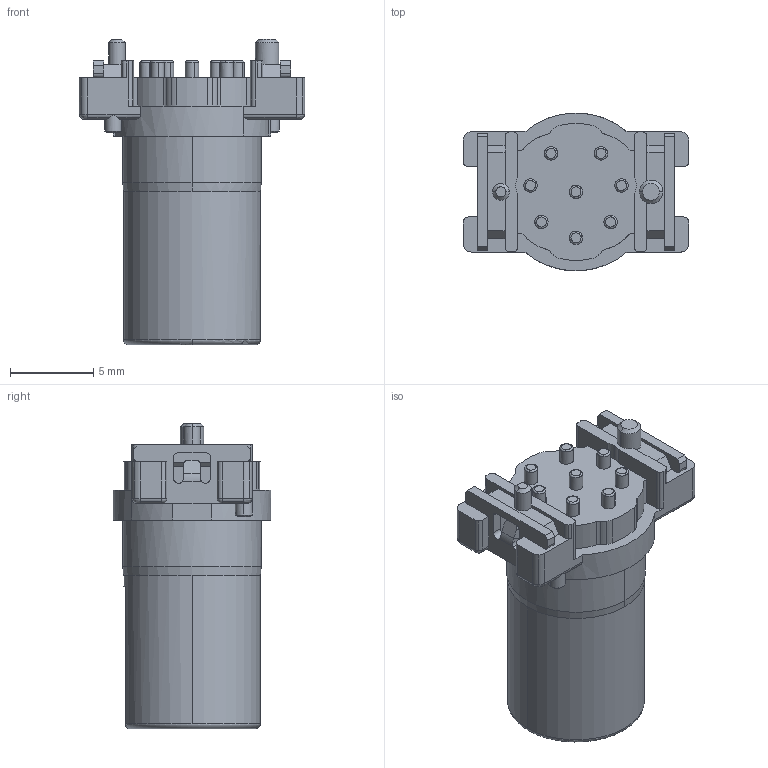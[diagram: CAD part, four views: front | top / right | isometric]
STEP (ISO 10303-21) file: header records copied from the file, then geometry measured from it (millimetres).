
FILE_DESCRIPTION(('CATIA V5R24 STEP','CAx-IF Rec.Pracs.--- Model Styling and Organization---1.2---2011-12-15'),'2;1');
FILE_NAME ('D1461809_0_2422480000_2422480000.stp','2017-05-12T07:52:51+00:00',('none'),('Weidmueller'),'CATIA Version 5-6 Release 2014 SP4 HF52','CATIA V5 STEP AP214','none');
FILE_SCHEMA(('AUTOMOTIVE_DESIGN { 1 0 10303 214 1 1 1 1 }'));
Length unit declared in the file: millimetre
Products named in the file (1): v5-standard_part
Bounding box: 13.5 x 9.45 x 18.3 mm (x, y, z)
Volume: 978.3 mm3; surface area: 817.4 mm2
Topology: 1 solids, 1 shells, 481 faces, 1463 edges, 1006 vertices
Faces by surface type: plane 192, cylinder 179, bspline 78, torus 18, cone 10, sphere 4
Entity records: 18899 total; most frequent: CARTESIAN_POINT 6438, ORIENTED_EDGE 2918, DIRECTION 1758, EDGE_CURVE 1459, VERTEX_POINT 1006, AXIS2_PLACEMENT_3D 708, VECTOR 645, LINE 645
